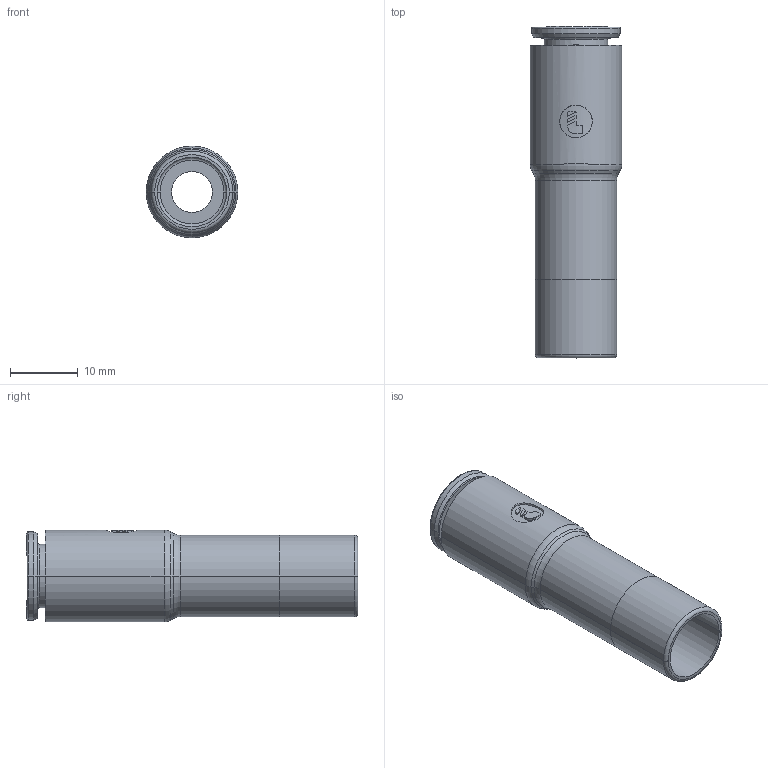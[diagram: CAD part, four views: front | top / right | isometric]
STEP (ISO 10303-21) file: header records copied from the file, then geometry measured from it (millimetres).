
FILE_DESCRIPTION(('STEP AP214'),'1');
FILE_NAME('6866_08_12.stp','2016-07-07T14:45:33',('TraceParts'),('TraceParts S.A.'),'Spatial InterOp 3D',' ',' ');
FILE_SCHEMA(('automotive_design'));
Length unit declared in the file: millimetre
Products named in the file (8): V866-08-12_ASM|Next assembly relationship#44108-19_ASM|Next assembly relationship#44108-30;44108-30; V866-08-12_ASM|Next assembly relationship#44108-19_ASM|Next assembly relationship#44108-32;44108-32; V866-08-12_ASM|Next assembly relationship#44108-19_ASM|Next assembly relationship#44108;44108; V866-08-12_ASM|Next assembly relationship#44108-19_ASM|Next assembly relationship#44108-40;44108-40; V866-08-12_ASM|Next assembly relationship#44518-23;44518-23; V866-08-12_ASM|Next assembly relationship#44108-11-10-ASM;44108-11-10-ASM
Bounding box: 13.5 x 48.85 x 13.5 mm (x, y, z)
Volume: 2687.5 mm3; surface area: 5609.9 mm2
Topology: 6 solids, 8 shells, 684 faces, 1781 edges, 1143 vertices
Faces by surface type: plane 408, cylinder 82, cone 78, torus 60, bspline 54, sphere 2
Entity records: 23272 total; most frequent: CARTESIAN_POINT 6543, ORIENTED_EDGE 3550, DIRECTION 3265, EDGE_CURVE 1779, LINE 1257, VECTOR 1257, VERTEX_POINT 1143, AXIS2_PLACEMENT_3D 1004
